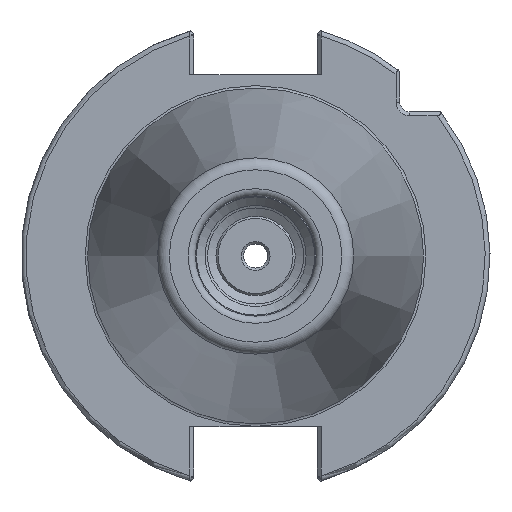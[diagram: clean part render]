
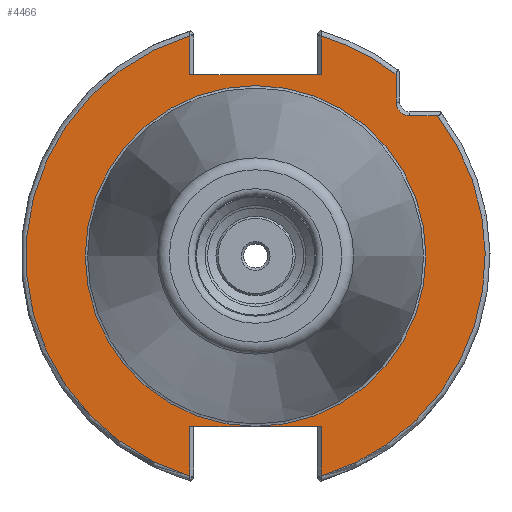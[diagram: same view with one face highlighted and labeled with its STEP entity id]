
A CAD part, left-side view. The second image highlights one B-rep face of the part: STEP entity #4466.
In plain terms, the highlighted planar face has unit normal (-1, 0, 0).
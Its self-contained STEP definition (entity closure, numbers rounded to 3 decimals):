
#379=FACE_BOUND('',#872,.T.);
#396=PLANE('',#4884);
#598=FACE_OUTER_BOUND('',#871,.T.);
#871=EDGE_LOOP('',(#3248,#3249,#3250,#3251,#3252,#3253,#3254,#3255,#3256,
#3257,#3258,#3259));
#872=EDGE_LOOP('',(#3260));
#1123=LINE('',#6698,#1396);
#1145=LINE('',#7000,#1418);
#1147=LINE('',#7079,#1420);
#1148=LINE('',#7081,#1421);
#1149=LINE('',#7085,#1422);
#1150=LINE('',#7089,#1423);
#1151=LINE('',#7092,#1424);
#1152=LINE('',#7093,#1425);
#1396=VECTOR('',#5360,10.);
#1418=VECTOR('',#5408,10.);
#1420=VECTOR('',#5430,10.);
#1421=VECTOR('',#5431,10.);
#1422=VECTOR('',#5434,10.);
#1423=VECTOR('',#5437,10.);
#1424=VECTOR('',#5440,10.);
#1425=VECTOR('',#5441,10.);
#1700=CIRCLE('',#4883,47.75);
#1701=CIRCLE('',#4885,47.75);
#1702=CIRCLE('',#4886,2.8);
#1703=CIRCLE('',#4887,47.75);
#1704=CIRCLE('',#4888,35.425);
#1888=VERTEX_POINT('',#6696);
#1889=VERTEX_POINT('',#6697);
#1917=VERTEX_POINT('',#6993);
#1920=VERTEX_POINT('',#6998);
#1927=VERTEX_POINT('',#7057);
#1929=VERTEX_POINT('',#7078);
#1930=VERTEX_POINT('',#7080);
#1931=VERTEX_POINT('',#7082);
#1932=VERTEX_POINT('',#7084);
#1933=VERTEX_POINT('',#7086);
#1934=VERTEX_POINT('',#7088);
#1935=VERTEX_POINT('',#7090);
#1936=VERTEX_POINT('',#7094);
#2372=EDGE_CURVE('',#1888,#1889,#1123,.T.);
#2414=EDGE_CURVE('',#1920,#1917,#1145,.T.);
#2426=EDGE_CURVE('',#1917,#1927,#1700,.T.);
#2429=EDGE_CURVE('',#1920,#1929,#1147,.T.);
#2430=EDGE_CURVE('',#1930,#1929,#1148,.T.);
#2431=EDGE_CURVE('',#1931,#1930,#1701,.T.);
#2432=EDGE_CURVE('',#1932,#1931,#1149,.T.);
#2433=EDGE_CURVE('',#1933,#1932,#1702,.T.);
#2434=EDGE_CURVE('',#1934,#1933,#1150,.T.);
#2435=EDGE_CURVE('',#1935,#1934,#1703,.T.);
#2436=EDGE_CURVE('',#1888,#1935,#1151,.T.);
#2437=EDGE_CURVE('',#1927,#1889,#1152,.T.);
#2438=EDGE_CURVE('',#1936,#1936,#1704,.T.);
#3248=ORIENTED_EDGE('',*,*,#2414,.F.);
#3249=ORIENTED_EDGE('',*,*,#2429,.T.);
#3250=ORIENTED_EDGE('',*,*,#2430,.F.);
#3251=ORIENTED_EDGE('',*,*,#2431,.F.);
#3252=ORIENTED_EDGE('',*,*,#2432,.F.);
#3253=ORIENTED_EDGE('',*,*,#2433,.F.);
#3254=ORIENTED_EDGE('',*,*,#2434,.F.);
#3255=ORIENTED_EDGE('',*,*,#2435,.F.);
#3256=ORIENTED_EDGE('',*,*,#2436,.F.);
#3257=ORIENTED_EDGE('',*,*,#2372,.T.);
#3258=ORIENTED_EDGE('',*,*,#2437,.F.);
#3259=ORIENTED_EDGE('',*,*,#2426,.F.);
#3260=ORIENTED_EDGE('',*,*,#2438,.T.);
#4466=ADVANCED_FACE('',(#598,#379),#396,.T.);
#4883=AXIS2_PLACEMENT_3D('',#7058,#5426,#5427);
#4884=AXIS2_PLACEMENT_3D('',#7077,#5428,#5429);
#4885=AXIS2_PLACEMENT_3D('',#7083,#5432,#5433);
#4886=AXIS2_PLACEMENT_3D('',#7087,#5435,#5436);
#4887=AXIS2_PLACEMENT_3D('',#7091,#5438,#5439);
#4888=AXIS2_PLACEMENT_3D('',#7095,#5442,#5443);
#5360=DIRECTION('',(0.,1.,0.));
#5408=DIRECTION('',(0.,0.,-1.));
#5426=DIRECTION('center_axis',(1.,0.,0.));
#5427=DIRECTION('ref_axis',(0.,0.,-1.));
#5428=DIRECTION('center_axis',(-1.,0.,0.));
#5429=DIRECTION('ref_axis',(0.,0.,1.));
#5430=DIRECTION('',(0.,-1.,0.));
#5431=DIRECTION('',(0.,0.,1.));
#5432=DIRECTION('center_axis',(1.,0.,0.));
#5433=DIRECTION('ref_axis',(0.,0.,-1.));
#5434=DIRECTION('',(0.,-1.,0.));
#5435=DIRECTION('center_axis',(-1.,0.,0.));
#5436=DIRECTION('ref_axis',(0.,1.,0.));
#5437=DIRECTION('',(0.,0.,-1.));
#5438=DIRECTION('center_axis',(1.,0.,0.));
#5439=DIRECTION('ref_axis',(0.,0.,-1.));
#5440=DIRECTION('',(0.,0.,1.));
#5441=DIRECTION('',(0.,0.,-1.));
#5442=DIRECTION('center_axis',(1.,0.,0.));
#5443=DIRECTION('ref_axis',(0.,0.,-1.));
#6696=CARTESIAN_POINT('',(3.2,-13.65,37.7));
#6697=CARTESIAN_POINT('',(3.2,13.65,37.7));
#6698=CARTESIAN_POINT('',(3.2,30.3,37.7));
#6993=CARTESIAN_POINT('',(3.2,13.65,-45.757));
#6998=CARTESIAN_POINT('',(3.2,13.65,-35.5));
#7000=CARTESIAN_POINT('',(3.2,13.65,-17.75));
#7057=CARTESIAN_POINT('',(3.2,13.65,45.757));
#7058=CARTESIAN_POINT('Origin',(3.2,0.,0.));
#7077=CARTESIAN_POINT('Origin',(3.2,47.75,0.));
#7078=CARTESIAN_POINT('',(3.2,-13.65,-35.5));
#7079=CARTESIAN_POINT('',(3.2,17.45,-35.5));
#7080=CARTESIAN_POINT('',(3.2,-13.65,-45.757));
#7081=CARTESIAN_POINT('',(3.2,-13.65,-27.75));
#7082=CARTESIAN_POINT('',(3.2,-37.781,29.2));
#7083=CARTESIAN_POINT('Origin',(3.2,0.,0.));
#7084=CARTESIAN_POINT('',(3.2,-32.,29.2));
#7085=CARTESIAN_POINT('',(3.2,7.875,29.2));
#7086=CARTESIAN_POINT('',(3.2,-29.2,32.));
#7087=CARTESIAN_POINT('Origin',(3.2,-32.,32.));
#7088=CARTESIAN_POINT('',(3.2,-29.2,37.781));
#7089=CARTESIAN_POINT('',(3.2,-29.2,20.));
#7090=CARTESIAN_POINT('',(3.2,-13.65,45.757));
#7091=CARTESIAN_POINT('Origin',(3.2,0.,0.));
#7092=CARTESIAN_POINT('',(3.2,-13.65,18.85));
#7093=CARTESIAN_POINT('',(3.2,13.65,28.85));
#7094=CARTESIAN_POINT('',(3.2,0.,35.425));
#7095=CARTESIAN_POINT('Origin',(3.2,0.,0.));
